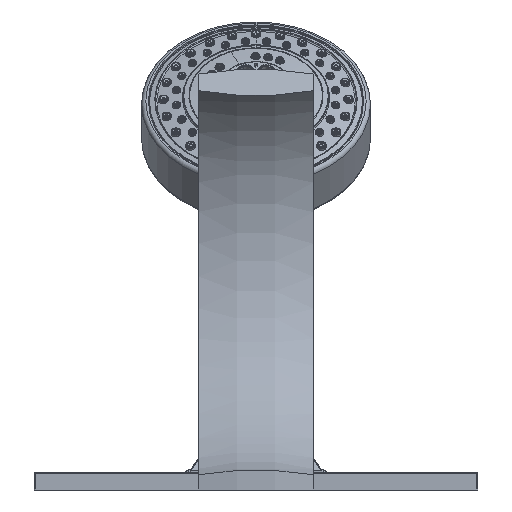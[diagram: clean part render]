
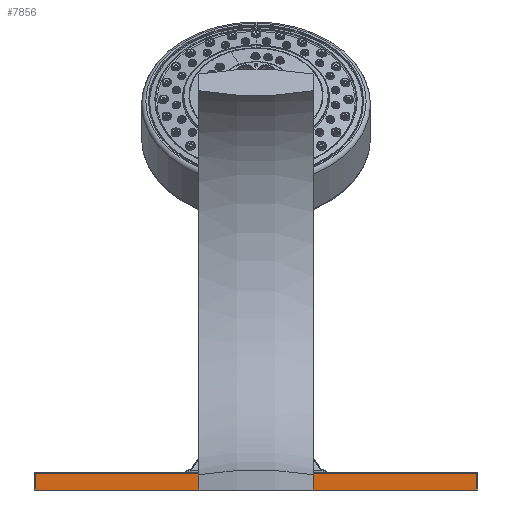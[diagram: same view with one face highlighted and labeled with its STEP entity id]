
A CAD part, front view. The second image highlights one B-rep face of the part: STEP entity #7856.
In plain terms, the highlighted planar face has unit normal (0, -1, 0).
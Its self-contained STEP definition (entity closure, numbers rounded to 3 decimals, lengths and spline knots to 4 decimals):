
#1258=DIRECTION('',(-1.,0.,0.));
#1259=VECTOR('',#1258,7.69);
#1260=CARTESIAN_POINT('',(3.845,-2.75,0.));
#1261=LINE('',#1260,#1259);
#1262=DIRECTION('',(0.,0.,-1.));
#1263=VECTOR('',#1262,0.28);
#1264=CARTESIAN_POINT('',(-3.845,-2.75,0.28));
#1265=LINE('',#1264,#1263);
#1266=DIRECTION('',(1.,0.,0.));
#1267=VECTOR('',#1266,7.69);
#1268=CARTESIAN_POINT('',(-3.845,-2.75,0.28));
#1269=LINE('',#1268,#1267);
#1270=DIRECTION('',(0.,0.,-1.));
#1271=VECTOR('',#1270,0.28);
#1272=CARTESIAN_POINT('',(3.845,-2.75,0.28));
#1273=LINE('',#1272,#1271);
#6298=CARTESIAN_POINT('',(-3.845,-2.75,0.28));
#6300=VERTEX_POINT('',#6298);
#6305=CARTESIAN_POINT('',(3.845,-2.75,0.28));
#6306=VERTEX_POINT('',#6305);
#6815=CARTESIAN_POINT('',(3.845,-2.75,0.));
#6816=CARTESIAN_POINT('',(-3.845,-2.75,0.));
#6817=VERTEX_POINT('',#6815);
#6818=VERTEX_POINT('',#6816);
#7844=CARTESIAN_POINT('',(-3.875,-2.75,0.));
#7845=DIRECTION('',(0.,-1.,0.));
#7846=DIRECTION('',(1.,0.,0.));
#7847=AXIS2_PLACEMENT_3D('',#7844,#7845,#7846);
#7848=PLANE('',#7847);
#7849=ORIENTED_EDGE('',*,*,#7826,.T.);
#7851=ORIENTED_EDGE('',*,*,#7850,.F.);
#7852=ORIENTED_EDGE('',*,*,#7786,.T.);
#7853=ORIENTED_EDGE('',*,*,#7813,.T.);
#7854=EDGE_LOOP('',(#7849,#7851,#7852,#7853));
#7855=FACE_OUTER_BOUND('',#7854,.F.);
#7856=ADVANCED_FACE('',(#7855),#7848,.T.);
#7786=EDGE_CURVE('',#6300,#6306,#1269,.T.);
#7813=EDGE_CURVE('',#6306,#6817,#1273,.T.);
#7826=EDGE_CURVE('',#6817,#6818,#1261,.T.);
#7850=EDGE_CURVE('',#6300,#6818,#1265,.T.);
